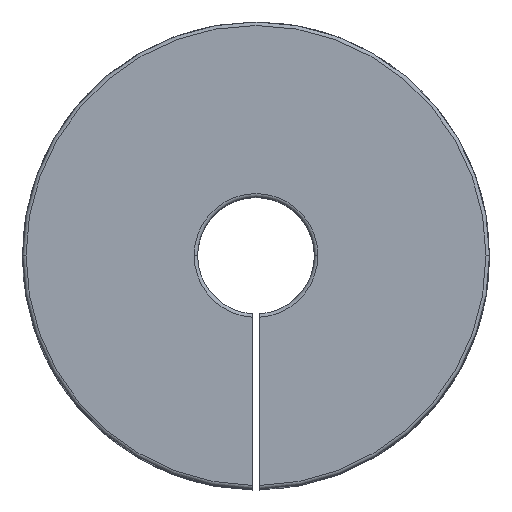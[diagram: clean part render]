
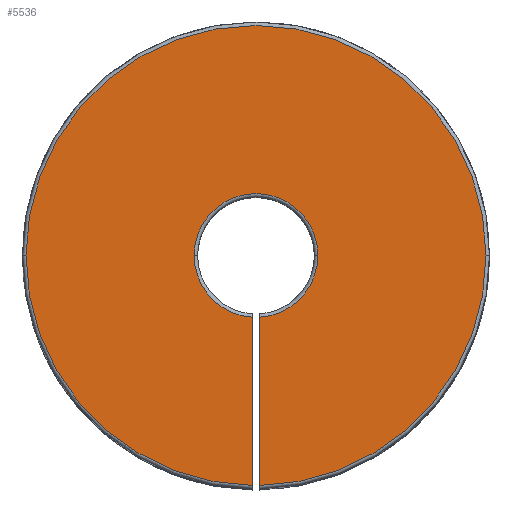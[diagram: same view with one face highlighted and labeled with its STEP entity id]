
A CAD part, top view. The second image highlights one B-rep face of the part: STEP entity #5536.
In plain terms, the highlighted planar face has unit normal (0, 0, 1).
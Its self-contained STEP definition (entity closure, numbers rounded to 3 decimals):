
#29 = FACE_OUTER_BOUND ( 'NONE', #6546, .T. ) ;
#56 = VECTOR ( 'NONE', #990, 1000. ) ;
#165 = CARTESIAN_POINT ( 'NONE',  ( 0., 0., 0. ) ) ;
#239 = EDGE_CURVE ( 'NONE', #3730, #1227, #1725, .T. ) ;
#565 = EDGE_CURVE ( 'NONE', #2818, #5656, #2788, .T. ) ;
#919 = LINE ( 'NONE', #4130, #2403 ) ;
#990 = DIRECTION ( 'NONE',  ( 0., 1., 0. ) ) ;
#1080 = CARTESIAN_POINT ( 'NONE',  ( 0., 0., 0. ) ) ;
#1217 = CIRCLE ( 'NONE', #5156, 9.85 ) ;
#1227 = VERTEX_POINT ( 'NONE', #4755 ) ;
#1263 = CARTESIAN_POINT ( 'NONE',  ( 0., 0., 0. ) ) ;
#1285 = DIRECTION ( 'NONE',  ( 0., 0., 1. ) ) ;
#1366 = CARTESIAN_POINT ( 'NONE',  ( 0., 0., 0. ) ) ;
#1377 = CARTESIAN_POINT ( 'NONE',  ( 0., 0., 0. ) ) ;
#1508 = CARTESIAN_POINT ( 'NONE',  ( -2.65, 0., 0. ) ) ;
#1653 = CARTESIAN_POINT ( 'NONE',  ( -0.15, -12.5, 0. ) ) ;
#1708 = DIRECTION ( 'NONE',  ( 1., 0., 0. ) ) ;
#1725 = LINE ( 'NONE', #1653, #56 ) ;
#1885 = DIRECTION ( 'NONE',  ( 1., 0., 0. ) ) ;
#1989 = DIRECTION ( 'NONE',  ( 1., 0., 0. ) ) ;
#2001 = DIRECTION ( 'NONE',  ( 1., 0., 0. ) ) ;
#2029 = DIRECTION ( 'NONE',  ( 0., 0., -1. ) ) ;
#2047 = DIRECTION ( 'NONE',  ( 0., 0., 1. ) ) ;
#2146 = CARTESIAN_POINT ( 'NONE',  ( 2.65, 0., 0. ) ) ;
#2244 = DIRECTION ( 'NONE',  ( 0., 1., 0. ) ) ;
#2403 = VECTOR ( 'NONE', #2244, 1000. ) ;
#2653 = CARTESIAN_POINT ( 'NONE',  ( 0.15, -9.849, 0. ) ) ;
#2673 = CARTESIAN_POINT ( 'NONE',  ( -9.85, 0., 0. ) ) ;
#2788 = CIRCLE ( 'NONE', #3647, 2.65 ) ;
#2818 = VERTEX_POINT ( 'NONE', #1508 ) ;
#3002 = CIRCLE ( 'NONE', #6387, 2.65 ) ;
#3020 = EDGE_CURVE ( 'NONE', #7722, #3953, #919, .T. ) ;
#3297 = ORIENTED_EDGE ( 'NONE', *, *, #4511, .T. ) ;
#3578 = VERTEX_POINT ( 'NONE', #2673 ) ;
#3647 = AXIS2_PLACEMENT_3D ( 'NONE', #5773, #2029, #6414 ) ;
#3727 = ORIENTED_EDGE ( 'NONE', *, *, #7634, .T. ) ;
#3730 = VERTEX_POINT ( 'NONE', #4662 ) ;
#3953 = VERTEX_POINT ( 'NONE', #6473 ) ;
#3974 = CIRCLE ( 'NONE', #6126, 2.65 ) ;
#4130 = CARTESIAN_POINT ( 'NONE',  ( 0.15, -12.5, 0. ) ) ;
#4449 = CIRCLE ( 'NONE', #7593, 9.85 ) ;
#4511 = EDGE_CURVE ( 'NONE', #4908, #3578, #4613, .T. ) ;
#4577 = AXIS2_PLACEMENT_3D ( 'NONE', #165, #2047, #6433 ) ;
#4613 = CIRCLE ( 'NONE', #7583, 9.85 ) ;
#4628 = ORIENTED_EDGE ( 'NONE', *, *, #565, .T. ) ;
#4662 = CARTESIAN_POINT ( 'NONE',  ( -0.15, -9.849, 0. ) ) ;
#4755 = CARTESIAN_POINT ( 'NONE',  ( -0.15, -2.646, 0. ) ) ;
#4908 = VERTEX_POINT ( 'NONE', #6713 ) ;
#5024 = CARTESIAN_POINT ( 'NONE',  ( 0., 0., 0. ) ) ;
#5045 = EDGE_CURVE ( 'NONE', #7722, #4908, #1217, .T. ) ;
#5156 = AXIS2_PLACEMENT_3D ( 'NONE', #1263, #5625, #1885 ) ;
#5443 = DIRECTION ( 'NONE',  ( 0., 0., -1. ) ) ;
#5536 = ADVANCED_FACE ( 'NONE', ( #29 ), #7031, .T. ) ;
#5625 = DIRECTION ( 'NONE',  ( 0., 0., 1. ) ) ;
#5655 = DIRECTION ( 'NONE',  ( 1., 0., 0. ) ) ;
#5656 = VERTEX_POINT ( 'NONE', #2146 ) ;
#5736 = DIRECTION ( 'NONE',  ( 0., 0., -1. ) ) ;
#5748 = DIRECTION ( 'NONE',  ( 0., 0., 1. ) ) ;
#5757 = ORIENTED_EDGE ( 'NONE', *, *, #6533, .T. ) ;
#5773 = CARTESIAN_POINT ( 'NONE',  ( 0., 0., 0. ) ) ;
#6121 = EDGE_CURVE ( 'NONE', #1227, #2818, #3974, .T. ) ;
#6126 = AXIS2_PLACEMENT_3D ( 'NONE', #1080, #5443, #1708 ) ;
#6387 = AXIS2_PLACEMENT_3D ( 'NONE', #1366, #5736, #1989 ) ;
#6414 = DIRECTION ( 'NONE',  ( 1., 0., 0. ) ) ;
#6433 = DIRECTION ( 'NONE',  ( 1., 0., 0. ) ) ;
#6473 = CARTESIAN_POINT ( 'NONE',  ( 0.15, -2.646, 0. ) ) ;
#6533 = EDGE_CURVE ( 'NONE', #5656, #3953, #3002, .T. ) ;
#6546 = EDGE_LOOP ( 'NONE', ( #7041, #7460, #4628, #5757, #7987, #7670, #3297, #3727 ) ) ;
#6713 = CARTESIAN_POINT ( 'NONE',  ( 9.85, 0., 0. ) ) ;
#7031 = PLANE ( 'NONE',  #4577 ) ;
#7041 = ORIENTED_EDGE ( 'NONE', *, *, #239, .T. ) ;
#7460 = ORIENTED_EDGE ( 'NONE', *, *, #6121, .T. ) ;
#7583 = AXIS2_PLACEMENT_3D ( 'NONE', #5024, #1285, #5655 ) ;
#7593 = AXIS2_PLACEMENT_3D ( 'NONE', #1377, #5748, #2001 ) ;
#7634 = EDGE_CURVE ( 'NONE', #3578, #3730, #4449, .T. ) ;
#7670 = ORIENTED_EDGE ( 'NONE', *, *, #5045, .T. ) ;
#7722 = VERTEX_POINT ( 'NONE', #2653 ) ;
#7987 = ORIENTED_EDGE ( 'NONE', *, *, #3020, .F. ) ;
